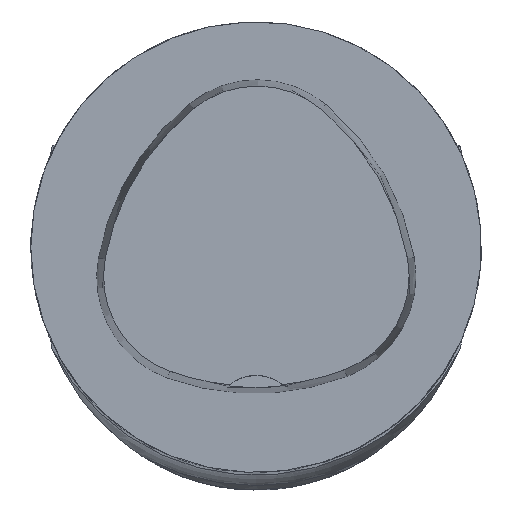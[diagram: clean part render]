
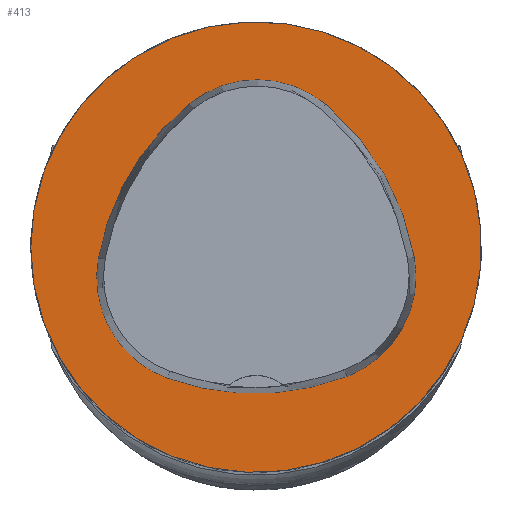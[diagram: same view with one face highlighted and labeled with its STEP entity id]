
A CAD part, top view. The second image highlights one B-rep face of the part: STEP entity #413.
In plain terms, the highlighted planar face has unit normal (0, 0, 1).
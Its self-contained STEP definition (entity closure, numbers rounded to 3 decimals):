
#413=ADVANCED_FACE('',(#504,#505),#461,.T.);
#461=PLANE('',#1451);
#504=FACE_BOUND('',#570,.T.);
#505=FACE_BOUND('',#571,.T.);
#570=EDGE_LOOP('',(#827,#828,#829,#830,#831,#832));
#571=EDGE_LOOP('',(#833));
#827=ORIENTED_EDGE('',*,*,#1202,.T.);
#828=ORIENTED_EDGE('',*,*,#1182,.T.);
#829=ORIENTED_EDGE('',*,*,#1186,.T.);
#830=ORIENTED_EDGE('',*,*,#1189,.T.);
#831=ORIENTED_EDGE('',*,*,#1192,.T.);
#832=ORIENTED_EDGE('',*,*,#1200,.T.);
#833=ORIENTED_EDGE('',*,*,#1172,.F.);
#1027=VERTEX_POINT('',#2272);
#1037=VERTEX_POINT('',#2295);
#1038=VERTEX_POINT('',#2296);
#1041=VERTEX_POINT('',#2304);
#1043=VERTEX_POINT('',#2310);
#1045=VERTEX_POINT('',#2316);
#1052=VERTEX_POINT('',#2337);
#1172=EDGE_CURVE('',#1027,#1027,#1268,.T.);
#1182=EDGE_CURVE('',#1037,#1038,#1270,.T.);
#1186=EDGE_CURVE('',#1038,#1041,#1272,.T.);
#1189=EDGE_CURVE('',#1041,#1043,#1274,.T.);
#1192=EDGE_CURVE('',#1043,#1045,#1276,.T.);
#1200=EDGE_CURVE('',#1045,#1052,#1280,.T.);
#1202=EDGE_CURVE('',#1052,#1037,#1282,.T.);
#1268=CIRCLE('',#1420,31.5);
#1270=CIRCLE('',#1429,36.);
#1272=CIRCLE('',#1432,15.);
#1274=CIRCLE('',#1435,36.);
#1276=CIRCLE('',#1438,15.);
#1280=CIRCLE('',#1443,36.);
#1282=CIRCLE('',#1446,15.);
#1420=AXIS2_PLACEMENT_3D('',#2271,#1701,#1702);
#1429=AXIS2_PLACEMENT_3D('',#2294,#1723,#1724);
#1432=AXIS2_PLACEMENT_3D('',#2303,#1731,#1732);
#1435=AXIS2_PLACEMENT_3D('',#2309,#1738,#1739);
#1438=AXIS2_PLACEMENT_3D('',#2315,#1745,#1746);
#1443=AXIS2_PLACEMENT_3D('',#2338,#1757,#1758);
#1446=AXIS2_PLACEMENT_3D('',#2341,#1763,#1764);
#1451=AXIS2_PLACEMENT_3D('',#2346,#1773,#1774);
#1701=DIRECTION('',(0.,0.,-1.));
#1702=DIRECTION('',(-1.,0.,0.));
#1723=DIRECTION('',(0.,0.,-1.));
#1724=DIRECTION('',(-1.,0.,0.));
#1731=DIRECTION('',(0.,0.,-1.));
#1732=DIRECTION('',(-1.,0.,0.));
#1738=DIRECTION('',(0.,0.,-1.));
#1739=DIRECTION('',(-1.,0.,0.));
#1745=DIRECTION('',(0.,0.,-1.));
#1746=DIRECTION('',(-1.,0.,0.));
#1757=DIRECTION('',(0.,0.,-1.));
#1758=DIRECTION('',(-1.,0.,0.));
#1763=DIRECTION('',(0.,0.,-1.));
#1764=DIRECTION('',(-1.,0.,0.));
#1773=DIRECTION('',(0.,0.,1.));
#1774=DIRECTION('',(1.,0.,0.));
#2271=CARTESIAN_POINT('',(0.,0.,0.));
#2272=CARTESIAN_POINT('',(-31.5,0.,0.));
#2294=CARTESIAN_POINT('',(13.398,-7.893,0.));
#2295=CARTESIAN_POINT('',(-22.041,-1.562,0.));
#2296=CARTESIAN_POINT('',(-9.317,20.036,0.));
#2303=CARTESIAN_POINT('',(0.148,8.399,0.));
#2304=CARTESIAN_POINT('',(9.779,19.898,0.));
#2309=CARTESIAN_POINT('',(-13.337,-7.7,0.));
#2310=CARTESIAN_POINT('',(22.122,-1.48,0.));
#2315=CARTESIAN_POINT('',(7.347,-4.071,0.));
#2316=CARTESIAN_POINT('',(12.693,-18.087,0.));
#2337=CARTESIAN_POINT('',(-12.373,-18.307,0.));
#2338=CARTESIAN_POINT('',(-0.137,15.55,0.));
#2341=CARTESIAN_POINT('',(-7.275,-4.2,0.));
#2346=CARTESIAN_POINT('',(0.,0.,0.));
